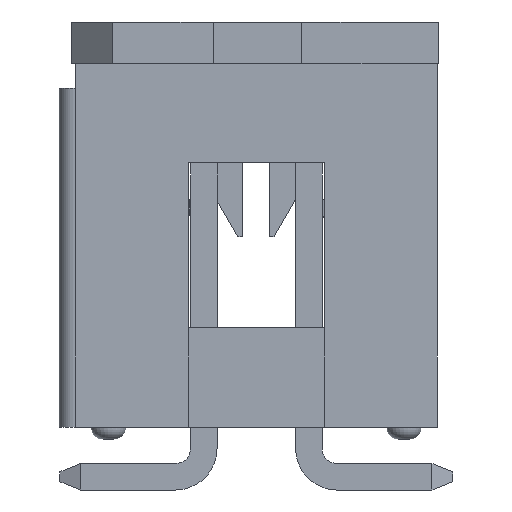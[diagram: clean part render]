
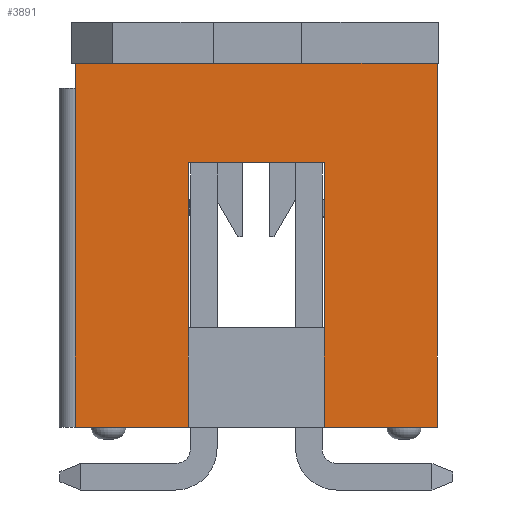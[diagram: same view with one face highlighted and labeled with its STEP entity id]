
A CAD part, left-side view. The second image highlights one B-rep face of the part: STEP entity #3891.
In plain terms, the highlighted planar face has unit normal (-1, 0, 0).
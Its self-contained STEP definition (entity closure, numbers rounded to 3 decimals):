
#92=LINE('',#5170,#510);
#96=LINE('',#5178,#514);
#168=LINE('',#5326,#586);
#193=LINE('',#5377,#611);
#194=LINE('',#5380,#612);
#195=LINE('',#5381,#613);
#196=LINE('',#5382,#614);
#197=LINE('',#5383,#615);
#510=VECTOR('',#4319,1000.);
#514=VECTOR('',#4323,1000.);
#586=VECTOR('',#4401,1000.);
#611=VECTOR('',#4440,1000.);
#612=VECTOR('',#4441,1000.);
#613=VECTOR('',#4442,1000.);
#614=VECTOR('',#4443,1000.);
#615=VECTOR('',#4444,1000.);
#1046=ORIENTED_EDGE('',*,*,#1915,.T.);
#1047=ORIENTED_EDGE('',*,*,#1916,.T.);
#1048=ORIENTED_EDGE('',*,*,#1811,.F.);
#1049=ORIENTED_EDGE('',*,*,#1917,.T.);
#1050=ORIENTED_EDGE('',*,*,#1888,.T.);
#1051=ORIENTED_EDGE('',*,*,#1918,.F.);
#1052=ORIENTED_EDGE('',*,*,#1815,.F.);
#1053=ORIENTED_EDGE('',*,*,#1919,.F.);
#1811=EDGE_CURVE('',#2249,#2250,#92,.T.);
#1815=EDGE_CURVE('',#2253,#2254,#96,.T.);
#1888=EDGE_CURVE('',#2327,#2326,#168,.T.);
#1915=EDGE_CURVE('',#2346,#2347,#193,.T.);
#1916=EDGE_CURVE('',#2347,#2250,#194,.T.);
#1917=EDGE_CURVE('',#2249,#2327,#195,.T.);
#1918=EDGE_CURVE('',#2254,#2326,#196,.T.);
#1919=EDGE_CURVE('',#2346,#2253,#197,.T.);
#2249=VERTEX_POINT('',#5169);
#2250=VERTEX_POINT('',#5171);
#2253=VERTEX_POINT('',#5177);
#2254=VERTEX_POINT('',#5179);
#2326=VERTEX_POINT('',#5325);
#2327=VERTEX_POINT('',#5327);
#2346=VERTEX_POINT('',#5378);
#2347=VERTEX_POINT('',#5379);
#2555=EDGE_LOOP('',(#1046,#1047,#1048,#1049,#1050,#1051,#1052,#1053));
#2767=FACE_BOUND('',#2555,.T.);
#2955=PLANE('',#4094);
#3891=ADVANCED_FACE('',(#2767),#2955,.T.);
#4094=AXIS2_PLACEMENT_3D('',#5376,#4438,#4439);
#4319=DIRECTION('',(0.,1.,0.));
#4323=DIRECTION('',(0.,1.,0.));
#4401=DIRECTION('',(0.,1.,0.));
#4438=DIRECTION('',(-1.,0.,0.));
#4439=DIRECTION('',(0.,0.,1.));
#4440=DIRECTION('',(0.,-1.,0.));
#4441=DIRECTION('',(0.,0.,-1.));
#4442=DIRECTION('',(0.,0.,1.));
#4443=DIRECTION('',(0.,0.,1.));
#4444=DIRECTION('',(0.,0.,-1.));
#5169=CARTESIAN_POINT('',(-8.89,-4.375,-4.4));
#5170=CARTESIAN_POINT('',(-8.89,-4.375,-4.4));
#5171=CARTESIAN_POINT('',(-8.89,-1.65,-4.4));
#5177=CARTESIAN_POINT('',(-8.89,1.65,-4.4));
#5178=CARTESIAN_POINT('',(-8.89,-4.375,-4.4));
#5179=CARTESIAN_POINT('',(-8.89,4.375,-4.4));
#5325=CARTESIAN_POINT('',(-8.89,4.375,4.4));
#5326=CARTESIAN_POINT('',(-8.89,-4.375,4.4));
#5327=CARTESIAN_POINT('',(-8.89,-4.375,4.4));
#5376=CARTESIAN_POINT('',(-8.89,-4.375,-4.4));
#5377=CARTESIAN_POINT('',(-8.89,1.65,2.));
#5378=CARTESIAN_POINT('',(-8.89,1.65,2.));
#5379=CARTESIAN_POINT('',(-8.89,-1.65,2.));
#5380=CARTESIAN_POINT('',(-8.89,-1.65,2.));
#5381=CARTESIAN_POINT('',(-8.89,-4.375,-4.4));
#5382=CARTESIAN_POINT('',(-8.89,4.375,-4.4));
#5383=CARTESIAN_POINT('',(-8.89,1.65,2.));
